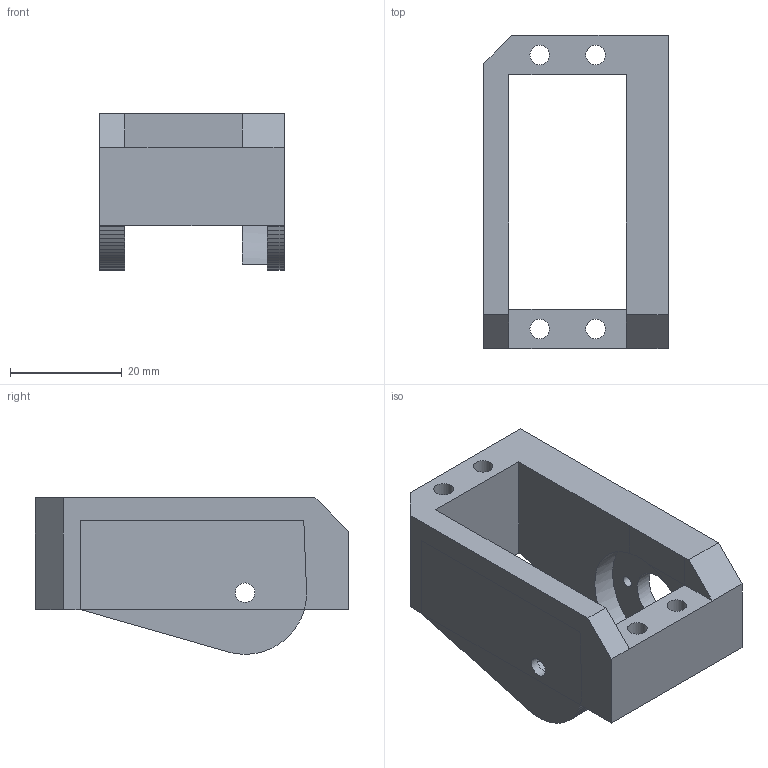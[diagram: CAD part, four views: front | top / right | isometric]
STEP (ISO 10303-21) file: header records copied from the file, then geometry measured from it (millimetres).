
FILE_DESCRIPTION(('FreeCAD Model'),'2;1');
FILE_NAME('rightGroin.step' ,'2015-04-09T02:53:11',('FreeCAD'),('FreeCAD'), 'Open CASCADE STEP processor 6.7','FreeCAD','Unknown');
FILE_SCHEMA(('AUTOMOTIVE_DESIGN_CC2 { 1 2 10303 214 -1 1 5 4 }'));
Length unit declared in the file: millimetre
Products named in the file (1): Cut086
Bounding box: 33 x 56 x 28 mm (x, y, z)
Volume: 17417.3 mm3; surface area: 9300.7 mm2
Topology: 1 solids, 1 shells, 92 faces, 278 edges, 186 vertices
Faces by surface type: plane 80, cylinder 12
Full cylindrical faces by diameter (mm): 2 x4, 3.5 x5, 10 x1
Entity records: 7276 total; most frequent: CARTESIAN_POINT 1319, DIRECTION 887, LINE 626, VECTOR 626, ORIENTED_EDGE 556, PCURVE 556, DEFINITIONAL_REPRESENTATION 556, EDGE_CURVE 278
